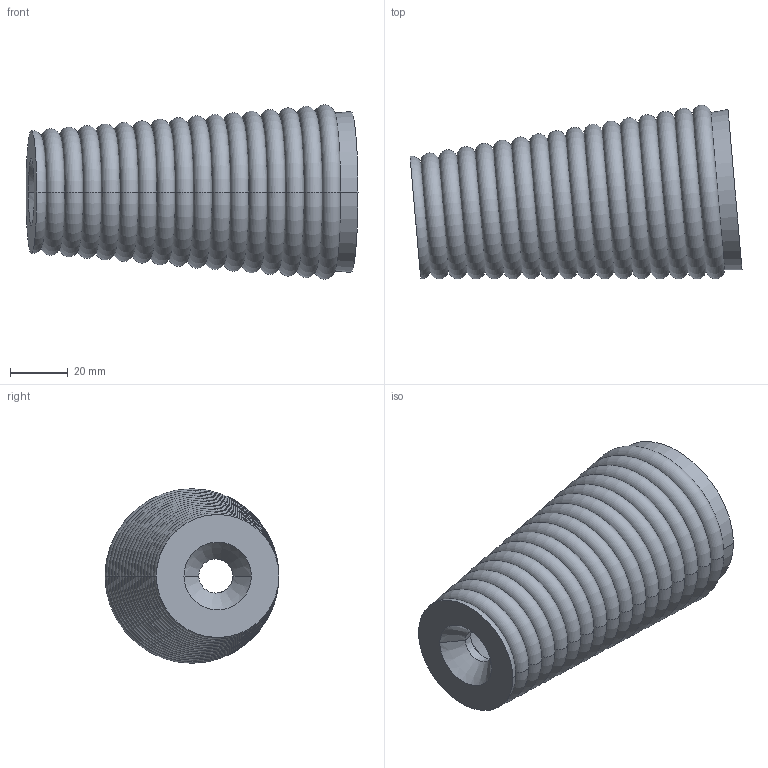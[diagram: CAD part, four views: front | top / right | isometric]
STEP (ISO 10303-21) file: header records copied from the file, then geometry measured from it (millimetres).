
FILE_DESCRIPTION (( 'STEP AP214' ), '1' );
FILE_NAME ('funnel1_printable2.STEP', '2023-09-28T22:47:31', ( '' ), ( '' ), 'SwSTEP 2.0', 'SolidWorks 2023', '' );
FILE_SCHEMA (( 'AUTOMOTIVE_DESIGN' ));
Length unit declared in the file: inch
Products named in the file (1): funnel1_printable2
Bounding box: 114.55 x 60.01 x 60.19 mm (x, y, z)
Volume: 138417.6 mm3; surface area: 49577.1 mm2
Topology: 1 solids, 1 shells, 94 faces, 188 edges, 96 vertices
Faces by surface type: cone 58, torus 34, plane 2
Entity records: 2429 total; most frequent: DIRECTION 508, CARTESIAN_POINT 379, ORIENTED_EDGE 376, AXIS2_PLACEMENT_3D 225, EDGE_CURVE 188, CIRCLE 130, VERTEX_POINT 96, EDGE_LOOP 96
